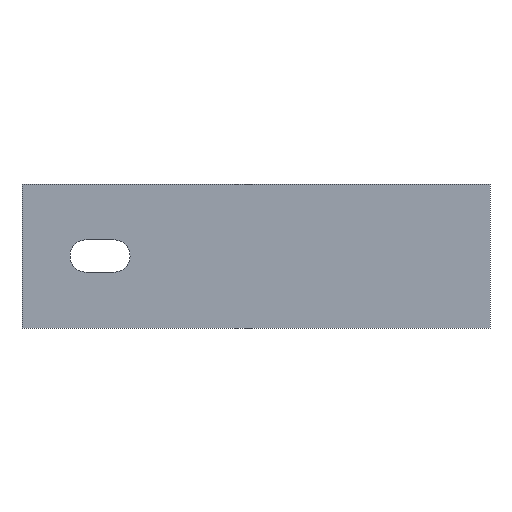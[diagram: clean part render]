
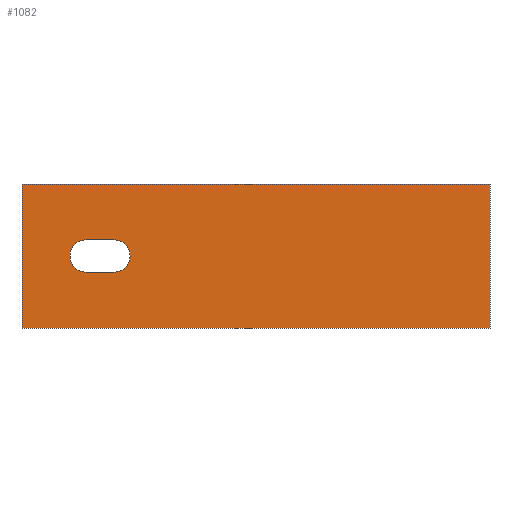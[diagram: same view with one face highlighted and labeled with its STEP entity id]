
A CAD part, left-side view. The second image highlights one B-rep face of the part: STEP entity #1082.
In plain terms, the highlighted planar face has unit normal (-1, 0, 0).
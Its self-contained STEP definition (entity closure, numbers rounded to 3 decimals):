
#859=DIRECTION('',(0.,0.,-1.));
#860=VECTOR('',#859,60.);
#861=CARTESIAN_POINT('',(-12.,171.5,39.));
#862=LINE('',#861,#860);
#863=DIRECTION('',(0.,1.,0.));
#864=VECTOR('',#863,195.);
#865=CARTESIAN_POINT('',(-12.,-23.5,39.));
#866=LINE('',#865,#864);
#867=DIRECTION('',(0.,0.,1.));
#868=VECTOR('',#867,60.);
#869=CARTESIAN_POINT('',(-12.,-23.5,-21.));
#870=LINE('',#869,#868);
#871=DIRECTION('',(0.,-1.,0.));
#872=VECTOR('',#871,195.);
#873=CARTESIAN_POINT('',(-12.,171.5,-21.));
#874=LINE('',#873,#872);
#875=DIRECTION('',(0.,1.,0.));
#876=VECTOR('',#875,11.5);
#877=CARTESIAN_POINT('',(-12.,133.25,2.25));
#878=LINE('',#877,#876);
#879=CARTESIAN_POINT('',(-12.,133.25,9.));
#880=DIRECTION('',(1.,0.,0.));
#881=DIRECTION('',(0.,-1.,0.));
#882=AXIS2_PLACEMENT_3D('',#879,#880,#881);
#884=CARTESIAN_POINT('',(-12.,133.25,9.));
#885=DIRECTION('',(1.,0.,0.));
#886=DIRECTION('',(0.,0.,1.));
#887=AXIS2_PLACEMENT_3D('',#884,#885,#886);
#889=CARTESIAN_POINT('',(-12.,144.75,9.));
#890=DIRECTION('',(1.,0.,0.));
#891=DIRECTION('',(0.,1.,0.));
#892=AXIS2_PLACEMENT_3D('',#889,#890,#891);
#894=CARTESIAN_POINT('',(-12.,144.75,9.));
#895=DIRECTION('',(1.,0.,0.));
#896=DIRECTION('',(0.,0.,-1.));
#897=AXIS2_PLACEMENT_3D('',#894,#895,#896);
#915=DIRECTION('',(0.,1.,0.));
#916=VECTOR('',#915,11.5);
#917=CARTESIAN_POINT('',(-12.,133.25,15.75));
#918=LINE('',#917,#916);
#951=CARTESIAN_POINT('',(-12.,-23.5,39.));
#952=CARTESIAN_POINT('',(-12.,171.5,39.));
#953=VERTEX_POINT('',#951);
#954=VERTEX_POINT('',#952);
#955=CARTESIAN_POINT('',(-12.,-23.5,-21.));
#956=VERTEX_POINT('',#955);
#957=CARTESIAN_POINT('',(-12.,171.5,-21.));
#958=VERTEX_POINT('',#957);
#959=CARTESIAN_POINT('',(-12.,126.5,9.));
#960=CARTESIAN_POINT('',(-12.,133.25,2.25));
#961=VERTEX_POINT('',#959);
#962=VERTEX_POINT('',#960);
#963=CARTESIAN_POINT('',(-12.,133.25,15.75));
#964=VERTEX_POINT('',#963);
#965=CARTESIAN_POINT('',(-12.,144.75,15.75));
#966=VERTEX_POINT('',#965);
#967=CARTESIAN_POINT('',(-12.,151.5,9.));
#968=VERTEX_POINT('',#967);
#969=CARTESIAN_POINT('',(-12.,144.75,2.25));
#970=VERTEX_POINT('',#969);
#1057=CARTESIAN_POINT('',(-12.,165.18,29.272));
#1058=DIRECTION('',(-1.,0.,0.));
#1059=DIRECTION('',(0.,-1.,0.));
#1060=AXIS2_PLACEMENT_3D('',#1057,#1058,#1059);
#1061=PLANE('',#1060);
#1062=ORIENTED_EDGE('',*,*,#1051,.F.);
#1063=ORIENTED_EDGE('',*,*,#1009,.F.);
#1064=ORIENTED_EDGE('',*,*,#1024,.F.);
#1065=ORIENTED_EDGE('',*,*,#1038,.F.);
#1066=EDGE_LOOP('',(#1062,#1063,#1064,#1065));
#1067=FACE_OUTER_BOUND('',#1066,.F.);
#1069=ORIENTED_EDGE('',*,*,#1068,.F.);
#1071=ORIENTED_EDGE('',*,*,#1070,.F.);
#1073=ORIENTED_EDGE('',*,*,#1072,.F.);
#1075=ORIENTED_EDGE('',*,*,#1074,.T.);
#1077=ORIENTED_EDGE('',*,*,#1076,.F.);
#1079=ORIENTED_EDGE('',*,*,#1078,.F.);
#1080=EDGE_LOOP('',(#1069,#1071,#1073,#1075,#1077,#1079));
#1081=FACE_BOUND('',#1080,.F.);
#1082=ADVANCED_FACE('',(#1067,#1081),#1061,.T.);
#883=CIRCLE('',#882,6.75);
#888=CIRCLE('',#887,6.75);
#893=CIRCLE('',#892,6.75);
#898=CIRCLE('',#897,6.75);
#1009=EDGE_CURVE('',#953,#954,#866,.T.);
#1024=EDGE_CURVE('',#956,#953,#870,.T.);
#1038=EDGE_CURVE('',#958,#956,#874,.T.);
#1051=EDGE_CURVE('',#954,#958,#862,.T.);
#1068=EDGE_CURVE('',#962,#970,#878,.T.);
#1070=EDGE_CURVE('',#961,#962,#883,.T.);
#1072=EDGE_CURVE('',#964,#961,#888,.T.);
#1074=EDGE_CURVE('',#964,#966,#918,.T.);
#1076=EDGE_CURVE('',#968,#966,#893,.T.);
#1078=EDGE_CURVE('',#970,#968,#898,.T.);
